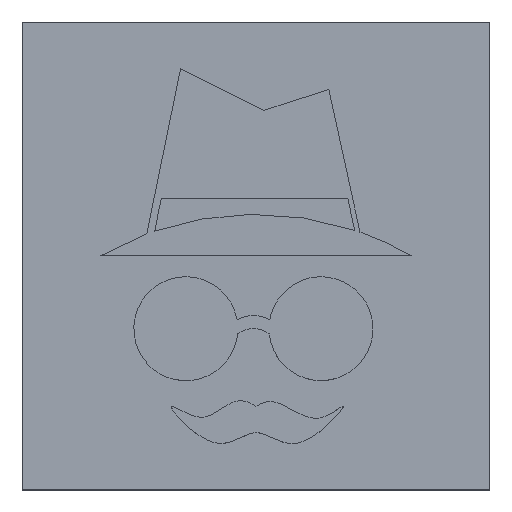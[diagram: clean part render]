
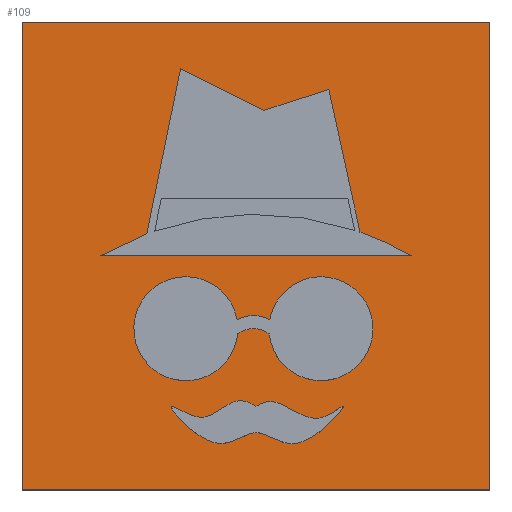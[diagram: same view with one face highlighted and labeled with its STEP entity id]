
A CAD part, top view. The second image highlights one B-rep face of the part: STEP entity #109.
In plain terms, the highlighted free-form (B-spline) face has degree [1, 1] with [2, 2] control points.
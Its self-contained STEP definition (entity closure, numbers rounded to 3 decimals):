
#22 = VERTEX_POINT('',#23);
#23 = CARTESIAN_POINT('',(58.404,-58.404,0.));
#38 = VERTEX_POINT('',#39);
#39 = CARTESIAN_POINT('',(58.404,58.404,0.));
#44 = EDGE_CURVE('',#22,#38,#45,.T.);
#45 = B_SPLINE_CURVE_WITH_KNOTS('',1,(#46,#47),.UNSPECIFIED.,.F.,.F.,(2,
    2),(0.,90.),.PIECEWISE_BEZIER_KNOTS.);
#46 = CARTESIAN_POINT('',(58.404,-58.404,0.));
#47 = CARTESIAN_POINT('',(58.404,58.404,0.));
#58 = VERTEX_POINT('',#59);
#59 = CARTESIAN_POINT('',(-58.404,-58.404,0.));
#72 = EDGE_CURVE('',#58,#22,#73,.T.);
#73 = B_SPLINE_CURVE_WITH_KNOTS('',1,(#74,#75),.UNSPECIFIED.,.F.,.F.,(2,
    2),(0.,90.),.PIECEWISE_BEZIER_KNOTS.);
#74 = CARTESIAN_POINT('',(-58.404,-58.404,0.));
#75 = CARTESIAN_POINT('',(58.404,-58.404,0.));
#94 = VERTEX_POINT('',#95);
#95 = CARTESIAN_POINT('',(-58.404,58.404,0.));
#100 = EDGE_CURVE('',#38,#94,#101,.T.);
#101 = B_SPLINE_CURVE_WITH_KNOTS('',1,(#102,#103),.UNSPECIFIED.,.F.,.F.,
  (2,2),(0.,90.),.PIECEWISE_BEZIER_KNOTS.);
#102 = CARTESIAN_POINT('',(58.404,58.404,0.));
#103 = CARTESIAN_POINT('',(-58.404,58.404,0.));
#109 = ADVANCED_FACE('',(#110,#120,#140,#182),#235,.T.);
#110 = FACE_BOUND('',#111,.T.);
#111 = EDGE_LOOP('',(#112,#113,#114,#119));
#112 = ORIENTED_EDGE('',*,*,#44,.T.);
#113 = ORIENTED_EDGE('',*,*,#100,.T.);
#114 = ORIENTED_EDGE('',*,*,#115,.T.);
#115 = EDGE_CURVE('',#94,#58,#116,.T.);
#116 = B_SPLINE_CURVE_WITH_KNOTS('',1,(#117,#118),.UNSPECIFIED.,.F.,.F.,
  (2,2),(0.,90.),.PIECEWISE_BEZIER_KNOTS.);
#117 = CARTESIAN_POINT('',(-58.404,58.404,0.));
#118 = CARTESIAN_POINT('',(-58.404,-58.404,0.));
#119 = ORIENTED_EDGE('',*,*,#72,.T.);
#120 = FACE_BOUND('',#121,.T.);
#121 = EDGE_LOOP('',(#122));
#122 = ORIENTED_EDGE('',*,*,#123,.F.);
#123 = EDGE_CURVE('',#124,#124,#126,.T.);
#124 = VERTEX_POINT('',#125);
#125 = CARTESIAN_POINT('',(0.,-37.638,0.));
#126 = B_SPLINE_CURVE_WITH_KNOTS('',3,(#127,#128,#129,#130,#131,#132,
    #133,#134,#135,#136,#137,#138,#139),.UNSPECIFIED.,.T.,.F.,(1,3,1,1,1
    ,1,1,1,1,1,1,3,1),(-2.693,0.,4.123,11.739
    ,17.124,28.135,35.897,44.144,
    55.155,59.186,70.106,72.799,
    76.922),.UNSPECIFIED.);
#127 = CARTESIAN_POINT('',(0.,-37.638,0.));
#128 = CARTESIAN_POINT('',(-1.788,-36.236,0.));
#129 = CARTESIAN_POINT('',(-6.845,-35.277,0.));
#130 = CARTESIAN_POINT('',(-12.462,-43.073,0.));
#131 = CARTESIAN_POINT('',(-26.168,-33.255,0.));
#132 = CARTESIAN_POINT('',(-10.034,-51.824,0.));
#133 = CARTESIAN_POINT('',(0.188,-40.804,0.));
#134 = CARTESIAN_POINT('',(10.374,-52.226,0.));
#135 = CARTESIAN_POINT('',(26.086,-33.486,0.));
#136 = CARTESIAN_POINT('',(13.387,-44.059,0.));
#137 = CARTESIAN_POINT('',(6.629,-34.686,0.));
#138 = CARTESIAN_POINT('',(1.053,-36.817,0.));
#139 = CARTESIAN_POINT('',(0.,-37.638,0.));
#140 = FACE_BOUND('',#141,.T.);
#141 = EDGE_LOOP('',(#142,#156,#164,#176));
#142 = ORIENTED_EDGE('',*,*,#143,.F.);
#143 = EDGE_CURVE('',#144,#146,#148,.T.);
#144 = VERTEX_POINT('',#145);
#145 = CARTESIAN_POINT('',(3.31,-19.468,0.));
#146 = VERTEX_POINT('',#147);
#147 = CARTESIAN_POINT('',(3.445,-15.899,0.));
#148 = ( BOUNDED_CURVE() B_SPLINE_CURVE(2,(#149,#150,#151,#152,#153,#154
,#155),.UNSPECIFIED.,.F.,.F.) B_SPLINE_CURVE_WITH_KNOTS((3,2,2,3),(
    3.242,5.244,7.247,9.249),
.PIECEWISE_BEZIER_KNOTS.) CURVE() GEOMETRIC_REPRESENTATION_ITEM() 
RATIONAL_B_SPLINE_CURVE((1.,0.539,1.,0.539,1.,
0.539,1.)) REPRESENTATION_ITEM('') );
#149 = CARTESIAN_POINT('',(3.31,-19.468,0.));
#150 = CARTESIAN_POINT('',(5.336,-39.632,0.));
#151 = CARTESIAN_POINT('',(22.804,-29.357,0.));
#152 = CARTESIAN_POINT('',(40.271,-19.081,0.));
#153 = CARTESIAN_POINT('',(23.631,-7.513,0.));
#154 = CARTESIAN_POINT('',(6.991,4.054,0.));
#155 = CARTESIAN_POINT('',(3.445,-15.899,0.));
#156 = ORIENTED_EDGE('',*,*,#157,.T.);
#157 = EDGE_CURVE('',#144,#158,#160,.T.);
#158 = VERTEX_POINT('',#159);
#159 = CARTESIAN_POINT('',(-4.608,-19.468,0.));
#160 = ( BOUNDED_CURVE() B_SPLINE_CURVE(2,(#161,#162,#163),
.UNSPECIFIED.,.F.,.F.) B_SPLINE_CURVE_WITH_KNOTS((3,3),(0.923,
2.219),.PIECEWISE_BEZIER_KNOTS.) CURVE() 
GEOMETRIC_REPRESENTATION_ITEM() RATIONAL_B_SPLINE_CURVE((1.,
0.797,1.)) REPRESENTATION_ITEM('') );
#161 = CARTESIAN_POINT('',(3.31,-19.468,0.));
#162 = CARTESIAN_POINT('',(-0.649,-16.469,0.));
#163 = CARTESIAN_POINT('',(-4.608,-19.468,0.));
#164 = ORIENTED_EDGE('',*,*,#165,.F.);
#165 = EDGE_CURVE('',#166,#158,#168,.T.);
#166 = VERTEX_POINT('',#167);
#167 = CARTESIAN_POINT('',(-4.743,-15.899,0.));
#168 = ( BOUNDED_CURVE() B_SPLINE_CURVE(2,(#169,#170,#171,#172,#173,#174
,#175),.UNSPECIFIED.,.F.,.F.) B_SPLINE_CURVE_WITH_KNOTS((3,2,2,3),(
    0.176,2.178,4.181,6.183),
.PIECEWISE_BEZIER_KNOTS.) CURVE() GEOMETRIC_REPRESENTATION_ITEM() 
RATIONAL_B_SPLINE_CURVE((1.,0.539,1.,0.539,1.,
0.539,1.)) REPRESENTATION_ITEM('') );
#169 = CARTESIAN_POINT('',(-4.743,-15.899,0.));
#170 = CARTESIAN_POINT('',(-8.289,4.054,0.));
#171 = CARTESIAN_POINT('',(-24.929,-7.513,0.));
#172 = CARTESIAN_POINT('',(-41.569,-19.081,0.));
#173 = CARTESIAN_POINT('',(-24.102,-29.357,0.));
#174 = CARTESIAN_POINT('',(-6.634,-39.632,0.));
#175 = CARTESIAN_POINT('',(-4.608,-19.468,0.));
#176 = ORIENTED_EDGE('',*,*,#177,.F.);
#177 = EDGE_CURVE('',#146,#166,#178,.T.);
#178 = ( BOUNDED_CURVE() B_SPLINE_CURVE(2,(#179,#180,#181),
.UNSPECIFIED.,.F.,.F.) B_SPLINE_CURVE_WITH_KNOTS((3,3),(1.093,
2.049),.PIECEWISE_BEZIER_KNOTS.) CURVE() 
GEOMETRIC_REPRESENTATION_ITEM() RATIONAL_B_SPLINE_CURVE((1.,
0.888,1.)) REPRESENTATION_ITEM('') );
#179 = CARTESIAN_POINT('',(3.445,-15.899,0.));
#180 = CARTESIAN_POINT('',(-0.649,-13.779,0.));
#181 = CARTESIAN_POINT('',(-4.743,-15.899,0.));
#182 = FACE_BOUND('',#183,.T.);
#183 = EDGE_LOOP('',(#184,#194,#201,#208,#215,#222,#230));
#184 = ORIENTED_EDGE('',*,*,#185,.F.);
#185 = EDGE_CURVE('',#186,#188,#190,.T.);
#186 = VERTEX_POINT('',#187);
#187 = CARTESIAN_POINT('',(-27.255,5.479,0.));
#188 = VERTEX_POINT('',#189);
#189 = CARTESIAN_POINT('',(-38.936,0.,0.));
#190 = ( BOUNDED_CURVE() B_SPLINE_CURVE(2,(#191,#192,#193),
.UNSPECIFIED.,.F.,.F.) B_SPLINE_CURVE_WITH_KNOTS((3,3),(1.927,
2.092),.PIECEWISE_BEZIER_KNOTS.) CURVE() 
GEOMETRIC_REPRESENTATION_ITEM() RATIONAL_B_SPLINE_CURVE((1.,
0.997,1.)) REPRESENTATION_ITEM('') );
#191 = CARTESIAN_POINT('',(-27.255,5.479,0.));
#192 = CARTESIAN_POINT('',(-33.322,3.223,0.));
#193 = CARTESIAN_POINT('',(-38.936,0.,0.));
#194 = ORIENTED_EDGE('',*,*,#195,.T.);
#195 = EDGE_CURVE('',#186,#196,#198,.T.);
#196 = VERTEX_POINT('',#197);
#197 = CARTESIAN_POINT('',(-18.819,46.723,0.));
#198 = B_SPLINE_CURVE_WITH_KNOTS('',1,(#199,#200),.UNSPECIFIED.,.F.,.F.,
  (2,2),(0.,32.436),.PIECEWISE_BEZIER_KNOTS.);
#199 = CARTESIAN_POINT('',(-27.255,5.479,0.));
#200 = CARTESIAN_POINT('',(-18.819,46.723,0.));
#201 = ORIENTED_EDGE('',*,*,#202,.T.);
#202 = EDGE_CURVE('',#196,#203,#205,.T.);
#203 = VERTEX_POINT('',#204);
#204 = CARTESIAN_POINT('',(1.947,36.34,0.));
#205 = B_SPLINE_CURVE_WITH_KNOTS('',1,(#206,#207),.UNSPECIFIED.,.F.,.F.,
  (2,2),(0.,17.889),.PIECEWISE_BEZIER_KNOTS.);
#206 = CARTESIAN_POINT('',(-18.819,46.723,0.));
#207 = CARTESIAN_POINT('',(1.947,36.34,0.));
#208 = ORIENTED_EDGE('',*,*,#209,.T.);
#209 = EDGE_CURVE('',#203,#210,#212,.T.);
#210 = VERTEX_POINT('',#211);
#211 = CARTESIAN_POINT('',(18.17,41.532,0.));
#212 = B_SPLINE_CURVE_WITH_KNOTS('',1,(#213,#214),.UNSPECIFIED.,.F.,.F.,
  (2,2),(0.,13.124),.PIECEWISE_BEZIER_KNOTS.);
#213 = CARTESIAN_POINT('',(1.947,36.34,0.));
#214 = CARTESIAN_POINT('',(18.17,41.532,0.));
#215 = ORIENTED_EDGE('',*,*,#216,.T.);
#216 = EDGE_CURVE('',#210,#217,#219,.T.);
#217 = VERTEX_POINT('',#218);
#218 = CARTESIAN_POINT('',(25.957,5.949,0.));
#219 = B_SPLINE_CURVE_WITH_KNOTS('',1,(#220,#221),.UNSPECIFIED.,.F.,.F.,
  (2,2),(0.,28.065),.PIECEWISE_BEZIER_KNOTS.);
#220 = CARTESIAN_POINT('',(18.17,41.532,0.));
#221 = CARTESIAN_POINT('',(25.957,5.949,0.));
#222 = ORIENTED_EDGE('',*,*,#223,.F.);
#223 = EDGE_CURVE('',#224,#217,#226,.T.);
#224 = VERTEX_POINT('',#225);
#225 = CARTESIAN_POINT('',(38.936,0.,0.));
#226 = ( BOUNDED_CURVE() B_SPLINE_CURVE(2,(#227,#228,#229),
.UNSPECIFIED.,.F.,.F.) B_SPLINE_CURVE_WITH_KNOTS((3,3),(1.05,
1.232),.PIECEWISE_BEZIER_KNOTS.) CURVE() 
GEOMETRIC_REPRESENTATION_ITEM() RATIONAL_B_SPLINE_CURVE((1.,
0.996,1.)) REPRESENTATION_ITEM('') );
#227 = CARTESIAN_POINT('',(38.936,0.,0.));
#228 = CARTESIAN_POINT('',(32.719,3.569,0.));
#229 = CARTESIAN_POINT('',(25.957,5.949,0.));
#230 = ORIENTED_EDGE('',*,*,#231,.F.);
#231 = EDGE_CURVE('',#188,#224,#232,.T.);
#232 = B_SPLINE_CURVE_WITH_KNOTS('',1,(#233,#234),.UNSPECIFIED.,.F.,.F.,
  (2,2),(0.,60.),.PIECEWISE_BEZIER_KNOTS.);
#233 = CARTESIAN_POINT('',(-38.936,0.,0.));
#234 = CARTESIAN_POINT('',(38.936,0.,0.));
#235 = B_SPLINE_SURFACE_WITH_KNOTS('',1,1,(
    (#236,#237)
    ,(#238,#239
    )),.UNSPECIFIED.,.F.,.F.,.F.,(2,2),(2,2),(-45.,45.),(-45.,45.),
  .PIECEWISE_BEZIER_KNOTS.);
#236 = CARTESIAN_POINT('',(-58.404,-58.404,0.));
#237 = CARTESIAN_POINT('',(-58.404,58.404,0.));
#238 = CARTESIAN_POINT('',(58.404,-58.404,0.));
#239 = CARTESIAN_POINT('',(58.404,58.404,0.));
